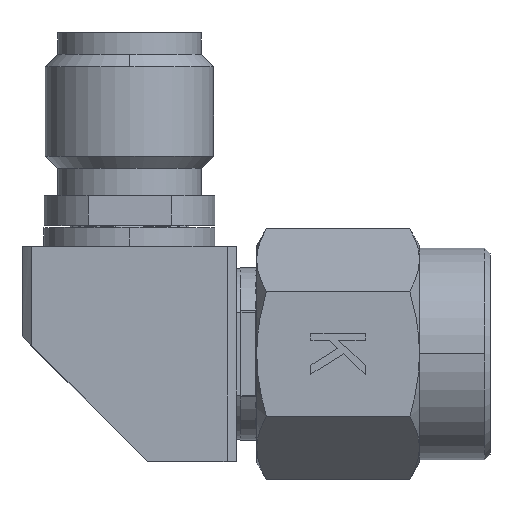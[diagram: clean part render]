
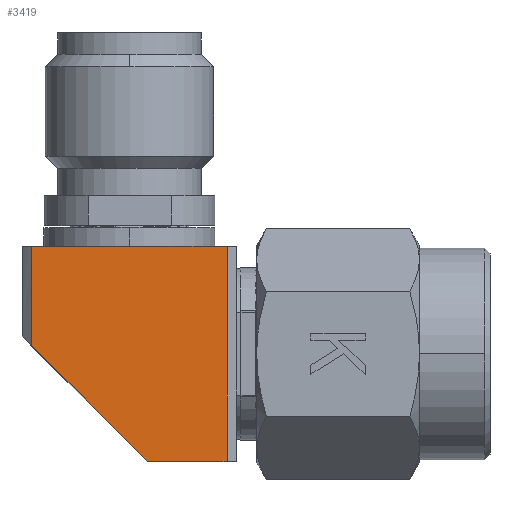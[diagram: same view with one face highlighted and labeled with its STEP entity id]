
A CAD part, top view. The second image highlights one B-rep face of the part: STEP entity #3419.
In plain terms, the highlighted face is planar.
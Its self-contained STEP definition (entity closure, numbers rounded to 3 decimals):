
#28 = CARTESIAN_POINT ( 'NONE',  ( 3.96, -3.597, -3.96 ) ) ;
#203 = LINE ( 'NONE', #4519, #2903 ) ;
#217 = AXIS2_PLACEMENT_3D ( 'NONE', #3852, #516, #1600 ) ;
#374 = EDGE_CURVE ( 'NONE', #1649, #2098, #203, .T. ) ;
#428 = EDGE_CURVE ( 'NONE', #577, #2120, #4445, .T. ) ;
#502 = ORIENTED_EDGE ( 'NONE', *, *, #1826, .F. ) ;
#508 = VECTOR ( 'NONE', #510, 1000. ) ;
#510 = DIRECTION ( 'NONE',  ( -1., 0., 0. ) ) ;
#516 = DIRECTION ( 'NONE',  ( 0., 0., 1. ) ) ;
#577 = VERTEX_POINT ( 'NONE', #1435 ) ;
#860 = CARTESIAN_POINT ( 'NONE',  ( 0., 3.597, -3.96 ) ) ;
#939 = CARTESIAN_POINT ( 'NONE',  ( 0., -3.597, -3.96 ) ) ;
#956 = DIRECTION ( 'NONE',  ( 0.707, -0.707, 0. ) ) ;
#1008 = DIRECTION ( 'NONE',  ( 0., 1., 0. ) ) ;
#1042 = VECTOR ( 'NONE', #4131, 1000. ) ;
#1195 = CARTESIAN_POINT ( 'NONE',  ( 0.297, -3.597, -3.96 ) ) ;
#1228 = EDGE_LOOP ( 'NONE', ( #502, #2592, #2374, #2736, #2690 ) ) ;
#1370 = CARTESIAN_POINT ( 'NONE',  ( 3.96, -3.96, -3.96 ) ) ;
#1435 = CARTESIAN_POINT ( 'NONE',  ( 3.96, 3.597, -3.96 ) ) ;
#1591 = CARTESIAN_POINT ( 'NONE',  ( -3.96, 0.66, -3.96 ) ) ;
#1600 = DIRECTION ( 'NONE',  ( 1., 0., 0. ) ) ;
#1649 = VERTEX_POINT ( 'NONE', #1591 ) ;
#1672 = LINE ( 'NONE', #2775, #3742 ) ;
#1826 = EDGE_CURVE ( 'NONE', #2120, #1649, #1672, .T. ) ;
#2014 = FACE_OUTER_BOUND ( 'NONE', #1228, .T. ) ;
#2098 = VERTEX_POINT ( 'NONE', #1195 ) ;
#2120 = VERTEX_POINT ( 'NONE', #2956 ) ;
#2183 = VECTOR ( 'NONE', #1008, 1000. ) ;
#2374 = ORIENTED_EDGE ( 'NONE', *, *, #4372, .F. ) ;
#2411 = LINE ( 'NONE', #1370, #2183 ) ;
#2592 = ORIENTED_EDGE ( 'NONE', *, *, #428, .F. ) ;
#2690 = ORIENTED_EDGE ( 'NONE', *, *, #374, .F. ) ;
#2736 = ORIENTED_EDGE ( 'NONE', *, *, #3399, .F. ) ;
#2775 = CARTESIAN_POINT ( 'NONE',  ( -3.96, 0., -3.96 ) ) ;
#2903 = VECTOR ( 'NONE', #956, 1000. ) ;
#2956 = CARTESIAN_POINT ( 'NONE',  ( -3.96, 3.597, -3.96 ) ) ;
#3399 = EDGE_CURVE ( 'NONE', #2098, #4231, #4180, .T. ) ;
#3419 = ADVANCED_FACE ( 'NONE', ( #2014 ), #3759, .F. ) ;
#3742 = VECTOR ( 'NONE', #4611, 1000. ) ;
#3759 = PLANE ( 'NONE',  #217 ) ;
#3852 = CARTESIAN_POINT ( 'NONE',  ( 0., 0., -3.96 ) ) ;
#4131 = DIRECTION ( 'NONE',  ( 1., 0., 0. ) ) ;
#4180 = LINE ( 'NONE', #939, #1042 ) ;
#4231 = VERTEX_POINT ( 'NONE', #28 ) ;
#4372 = EDGE_CURVE ( 'NONE', #4231, #577, #2411, .T. ) ;
#4445 = LINE ( 'NONE', #860, #508 ) ;
#4519 = CARTESIAN_POINT ( 'NONE',  ( -3.96, 0.66, -3.96 ) ) ;
#4611 = DIRECTION ( 'NONE',  ( 0., -1., 0. ) ) ;
